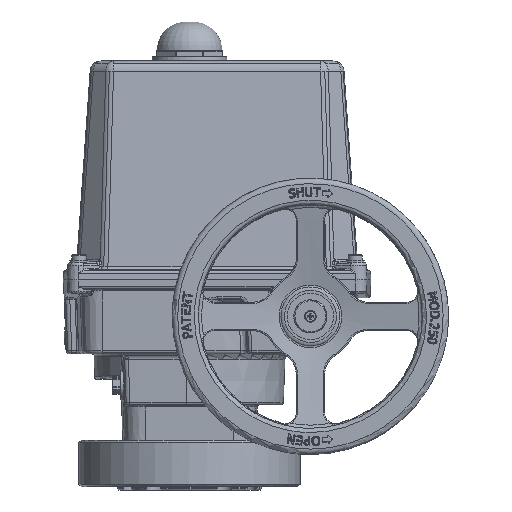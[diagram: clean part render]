
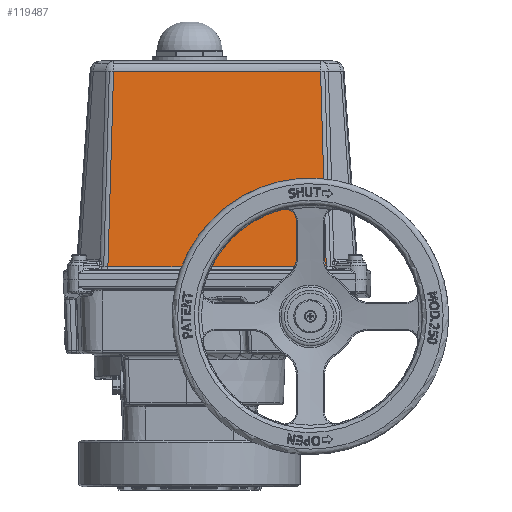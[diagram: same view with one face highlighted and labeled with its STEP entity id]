
A CAD part, left-side view. The second image highlights one B-rep face of the part: STEP entity #119487.
In plain terms, the highlighted planar face has unit normal (-0.998, 0, 0.07).
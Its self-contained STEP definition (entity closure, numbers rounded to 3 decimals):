
#105949=CARTESIAN_POINT('',(-100.676,73.717,198.791));
#105950=VERTEX_POINT('',#105949);
#107028=CARTESIAN_POINT('',(-100.676,-123.717,198.791));
#107029=VERTEX_POINT('',#107028);
#116717=CARTESIAN_POINT('',(-100.676,-123.717,198.791));
#116718=DIRECTION('',(-0.,1.,0.));
#116719=VECTOR('',#116718,197.435);
#116720=LINE('',#116717,#116719);
#116721=EDGE_CURVE('',#107029,#105950,#116720,.T.);
#117264=CARTESIAN_POINT('',(-88.305,68.593,375.698));
#117265=VERTEX_POINT('',#117264);
#117266=CARTESIAN_POINT('',(-100.676,73.717,198.791));
#117267=DIRECTION('',(0.07,-0.029,0.997));
#117268=VECTOR('',#117267,177.413);
#117269=LINE('',#117266,#117268);
#117270=EDGE_CURVE('',#105950,#117265,#117269,.T.);
#117924=CARTESIAN_POINT('',(-88.305,-118.593,375.698));
#117925=VERTEX_POINT('',#117924);
#119466=CARTESIAN_POINT('',(-101.5,-128.191,187.));
#119467=DIRECTION('',(-0.998,-0.,0.07));
#119468=DIRECTION('',(0.,-1.,-0.));
#119469=AXIS2_PLACEMENT_3D('',#119466,#119467,#119468);
#119470=PLANE('',#119469);
#119471=ORIENTED_EDGE('',*,*,#116721,.F.);
#119472=CARTESIAN_POINT('',(-88.305,-118.593,375.698));
#119473=DIRECTION('',(-0.07,-0.029,-0.997));
#119474=VECTOR('',#119473,177.413);
#119475=LINE('',#119472,#119474);
#119476=EDGE_CURVE('',#117925,#107029,#119475,.T.);
#119477=ORIENTED_EDGE('',*,*,#119476,.F.);
#119478=CARTESIAN_POINT('',(-88.305,68.593,375.698));
#119479=DIRECTION('',(0.,-1.,-0.));
#119480=VECTOR('',#119479,187.187);
#119481=LINE('',#119478,#119480);
#119482=EDGE_CURVE('',#117265,#117925,#119481,.T.);
#119483=ORIENTED_EDGE('',*,*,#119482,.F.);
#119484=ORIENTED_EDGE('',*,*,#117270,.F.);
#119485=EDGE_LOOP('',(#119471,#119477,#119483,#119484));
#119486=FACE_BOUND('',#119485,.T.);
#119487=ADVANCED_FACE('',(#119486),#119470,.T.);
